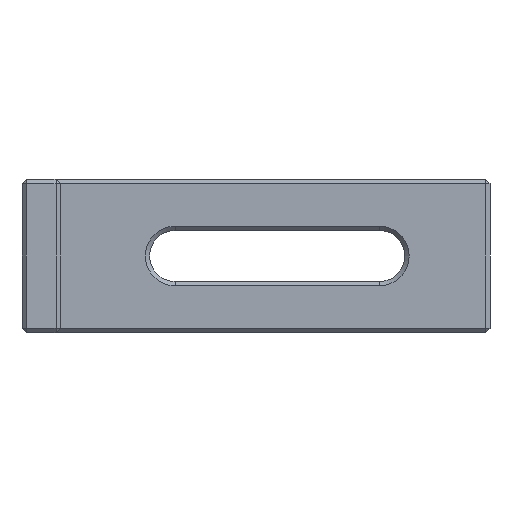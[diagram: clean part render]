
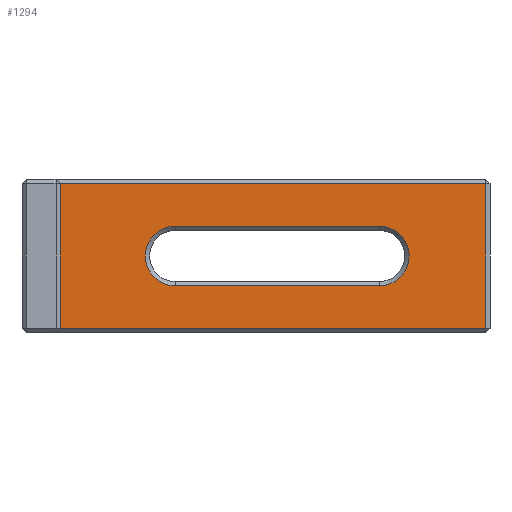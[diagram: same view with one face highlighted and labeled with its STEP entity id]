
A CAD part, front view. The second image highlights one B-rep face of the part: STEP entity #1294.
In plain terms, the highlighted planar face has unit normal (0, -1, 0).
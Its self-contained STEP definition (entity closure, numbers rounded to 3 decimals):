
#3 = LINE ( 'NONE', #1056, #847 ) ;
#66 = VECTOR ( 'NONE', #1125, 1000. ) ;
#84 = VERTEX_POINT ( 'NONE', #1016 ) ;
#101 = VERTEX_POINT ( 'NONE', #207 ) ;
#117 = EDGE_CURVE ( 'NONE', #101, #335, #3, .T. ) ;
#129 = CARTESIAN_POINT ( 'NONE',  ( 36., 141., 11. ) ) ;
#161 = PLANE ( 'NONE',  #1310 ) ;
#186 = VECTOR ( 'NONE', #819, 1000. ) ;
#187 = CARTESIAN_POINT ( 'NONE',  ( 109., 141., 36. ) ) ;
#207 = CARTESIAN_POINT ( 'NONE',  ( 36., 141., 25. ) ) ;
#262 = ORIENTED_EDGE ( 'NONE', *, *, #1181, .T. ) ;
#268 = EDGE_CURVE ( 'NONE', #358, #84, #1161, .T. ) ;
#273 = CARTESIAN_POINT ( 'NONE',  ( 110., 141., 36. ) ) ;
#335 = VERTEX_POINT ( 'NONE', #1561 ) ;
#343 = LINE ( 'NONE', #1543, #186 ) ;
#358 = VERTEX_POINT ( 'NONE', #1071 ) ;
#371 = ORIENTED_EDGE ( 'NONE', *, *, #268, .T. ) ;
#394 = DIRECTION ( 'NONE',  ( 0., 1., 0. ) ) ;
#451 = VERTEX_POINT ( 'NONE', #129 ) ;
#452 = ORIENTED_EDGE ( 'NONE', *, *, #1224, .T. ) ;
#502 = CARTESIAN_POINT ( 'NONE',  ( 36., 141., 18. ) ) ;
#515 = DIRECTION ( 'NONE',  ( -1., 0., 0. ) ) ;
#600 = CARTESIAN_POINT ( 'NONE',  ( 84., 141., 18. ) ) ;
#613 = VERTEX_POINT ( 'NONE', #1455 ) ;
#618 = DIRECTION ( 'NONE',  ( 0., 1., 0. ) ) ;
#641 = DIRECTION ( 'NONE',  ( -1., 0., 0. ) ) ;
#647 = VECTOR ( 'NONE', #1381, 1000. ) ;
#652 = EDGE_CURVE ( 'NONE', #335, #613, #1564, .T. ) ;
#662 = CIRCLE ( 'NONE', #1218, 7. ) ;
#675 = EDGE_LOOP ( 'NONE', ( #371, #452, #914, #262 ) ) ;
#692 = LINE ( 'NONE', #1247, #1379 ) ;
#712 = EDGE_CURVE ( 'NONE', #1576, #869, #912, .T. ) ;
#713 = ORIENTED_EDGE ( 'NONE', *, *, #1194, .T. ) ;
#788 = DIRECTION ( 'NONE',  ( 0., 0., 1. ) ) ;
#798 = DIRECTION ( 'NONE',  ( 1., 0., 0. ) ) ;
#816 = EDGE_CURVE ( 'NONE', #451, #101, #662, .T. ) ;
#819 = DIRECTION ( 'NONE',  ( -1., 0., 0. ) ) ;
#840 = CARTESIAN_POINT ( 'NONE',  ( 9., 141., 35. ) ) ;
#847 = VECTOR ( 'NONE', #798, 1000. ) ;
#867 = EDGE_LOOP ( 'NONE', ( #1219, #986, #713, #959 ) ) ;
#869 = VERTEX_POINT ( 'NONE', #1523 ) ;
#873 = FACE_OUTER_BOUND ( 'NONE', #675, .T. ) ;
#903 = CARTESIAN_POINT ( 'NONE',  ( 110., 141., 1. ) ) ;
#904 = VECTOR ( 'NONE', #788, 1000. ) ;
#912 = LINE ( 'NONE', #1017, #66 ) ;
#914 = ORIENTED_EDGE ( 'NONE', *, *, #712, .T. ) ;
#959 = ORIENTED_EDGE ( 'NONE', *, *, #816, .T. ) ;
#986 = ORIENTED_EDGE ( 'NONE', *, *, #652, .T. ) ;
#1016 = CARTESIAN_POINT ( 'NONE',  ( 109., 141., 35. ) ) ;
#1017 = CARTESIAN_POINT ( 'NONE',  ( 9., 141., 36. ) ) ;
#1034 = LINE ( 'NONE', #903, #647 ) ;
#1056 = CARTESIAN_POINT ( 'NONE',  ( 110., 141., 25. ) ) ;
#1071 = CARTESIAN_POINT ( 'NONE',  ( 109., 141., 1. ) ) ;
#1115 = FACE_BOUND ( 'NONE', #867, .T. ) ;
#1116 = AXIS2_PLACEMENT_3D ( 'NONE', #600, #618, #1206 ) ;
#1125 = DIRECTION ( 'NONE',  ( 0., 0., -1. ) ) ;
#1139 = DIRECTION ( 'NONE',  ( -1., 0., 0. ) ) ;
#1161 = LINE ( 'NONE', #187, #904 ) ;
#1181 = EDGE_CURVE ( 'NONE', #869, #358, #1034, .T. ) ;
#1194 = EDGE_CURVE ( 'NONE', #613, #451, #692, .T. ) ;
#1206 = DIRECTION ( 'NONE',  ( -1., 0., 0. ) ) ;
#1218 = AXIS2_PLACEMENT_3D ( 'NONE', #502, #394, #641 ) ;
#1219 = ORIENTED_EDGE ( 'NONE', *, *, #117, .T. ) ;
#1224 = EDGE_CURVE ( 'NONE', #84, #1576, #343, .T. ) ;
#1247 = CARTESIAN_POINT ( 'NONE',  ( 110., 141., 11. ) ) ;
#1294 = ADVANCED_FACE ( 'NONE', ( #1115, #873 ), #161, .F. ) ;
#1310 = AXIS2_PLACEMENT_3D ( 'NONE', #273, #1498, #515 ) ;
#1379 = VECTOR ( 'NONE', #1139, 1000. ) ;
#1381 = DIRECTION ( 'NONE',  ( 1., 0., 0. ) ) ;
#1455 = CARTESIAN_POINT ( 'NONE',  ( 84., 141., 11. ) ) ;
#1498 = DIRECTION ( 'NONE',  ( 0., 1., 0. ) ) ;
#1523 = CARTESIAN_POINT ( 'NONE',  ( 9., 141., 1. ) ) ;
#1543 = CARTESIAN_POINT ( 'NONE',  ( 110., 141., 35. ) ) ;
#1561 = CARTESIAN_POINT ( 'NONE',  ( 84., 141., 25. ) ) ;
#1564 = CIRCLE ( 'NONE', #1116, 7. ) ;
#1576 = VERTEX_POINT ( 'NONE', #840 ) ;
